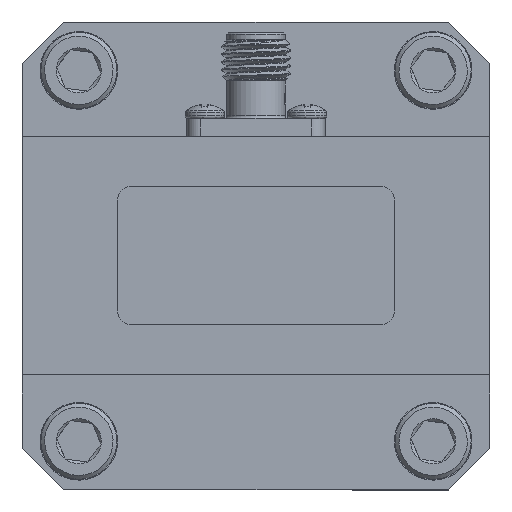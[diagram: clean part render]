
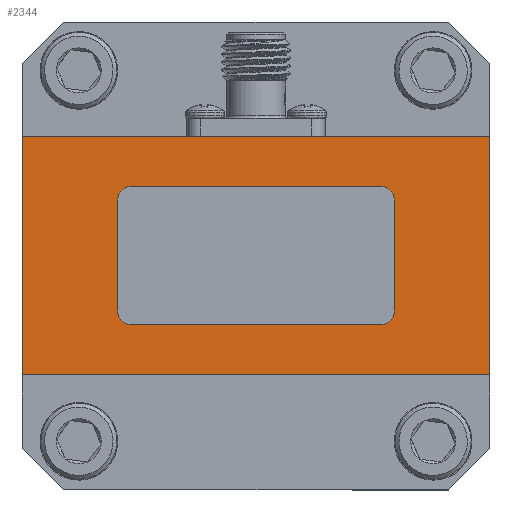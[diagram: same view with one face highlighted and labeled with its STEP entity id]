
A CAD part, top view. The second image highlights one B-rep face of the part: STEP entity #2344.
In plain terms, the highlighted face is planar.
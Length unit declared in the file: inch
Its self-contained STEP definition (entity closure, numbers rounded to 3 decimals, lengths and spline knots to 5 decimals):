
#8 = DIRECTION ( 'NONE',  ( 0., 0., -1. ) ) ;
#23 = EDGE_CURVE ( 'NONE', #11337, #16109, #1715, .T. ) ;
#57 = AXIS2_PLACEMENT_3D ( 'NONE', #4989, #8, #13342 ) ;
#143 = CIRCLE ( 'NONE', #13368, 0.05 ) ;
#554 = CARTESIAN_POINT ( 'NONE',  ( -0.45, 0.2, -1.13 ) ) ;
#803 = LINE ( 'NONE', #11540, #13280 ) ;
#836 = DIRECTION ( 'NONE',  ( 0., 0., 1. ) ) ;
#887 = VECTOR ( 'NONE', #13471, 39.37008 ) ;
#986 = EDGE_CURVE ( 'NONE', #8694, #5533, #6983, .T. ) ;
#1495 = EDGE_CURVE ( 'NONE', #13468, #10956, #10285, .T. ) ;
#1715 = LINE ( 'NONE', #4640, #15721 ) ;
#1884 = FACE_BOUND ( 'NONE', #3492, .T. ) ;
#1931 = ORIENTED_EDGE ( 'NONE', *, *, #11184, .F. ) ;
#2344 = ADVANCED_FACE ( 'NONE', ( #15694, #1884 ), #10581, .F. ) ;
#2376 = CARTESIAN_POINT ( 'NONE',  ( 0.45, 0.2, -1.13 ) ) ;
#2413 = ORIENTED_EDGE ( 'NONE', *, *, #986, .F. ) ;
#2765 = CARTESIAN_POINT ( 'NONE',  ( 0.5, 0.2, -1.13 ) ) ;
#2837 = CARTESIAN_POINT ( 'NONE',  ( -0.845, -0.43, -1.13 ) ) ;
#2880 = AXIS2_PLACEMENT_3D ( 'NONE', #554, #9479, #5510 ) ;
#3141 = ORIENTED_EDGE ( 'NONE', *, *, #14530, .F. ) ;
#3381 = DIRECTION ( 'NONE',  ( -1., 0., 0. ) ) ;
#3492 = EDGE_LOOP ( 'NONE', ( #2413, #6359, #4109, #11043, #11932, #10270, #1931, #3141 ) ) ;
#3718 = DIRECTION ( 'NONE',  ( 1., 0., 0. ) ) ;
#3792 = CARTESIAN_POINT ( 'NONE',  ( 0.45, -0.25, -1.13 ) ) ;
#3806 = CARTESIAN_POINT ( 'NONE',  ( 0.5, -0.2, -1.13 ) ) ;
#3917 = VERTEX_POINT ( 'NONE', #5425 ) ;
#4109 = ORIENTED_EDGE ( 'NONE', *, *, #10554, .F. ) ;
#4136 = EDGE_CURVE ( 'NONE', #10956, #15727, #4978, .T. ) ;
#4176 = EDGE_CURVE ( 'NONE', #4266, #13468, #12219, .T. ) ;
#4266 = VERTEX_POINT ( 'NONE', #2765 ) ;
#4586 = CARTESIAN_POINT ( 'NONE',  ( 2.10802, 0.43, -1.13 ) ) ;
#4640 = CARTESIAN_POINT ( 'NONE',  ( 2.10802, 0.43, -1.13 ) ) ;
#4680 = AXIS2_PLACEMENT_3D ( 'NONE', #2376, #11249, #3718 ) ;
#4748 = EDGE_CURVE ( 'NONE', #6599, #11337, #8306, .T. ) ;
#4766 = VECTOR ( 'NONE', #12734, 39.37008 ) ;
#4840 = CARTESIAN_POINT ( 'NONE',  ( 0.845, -0.43, -1.13 ) ) ;
#4978 = LINE ( 'NONE', #3792, #6153 ) ;
#4989 = CARTESIAN_POINT ( 'NONE',  ( 0.45, -0.2, -1.13 ) ) ;
#5077 = LINE ( 'NONE', #5995, #8427 ) ;
#5425 = CARTESIAN_POINT ( 'NONE',  ( -0.5, -0.2, -1.13 ) ) ;
#5510 = DIRECTION ( 'NONE',  ( 1., 0., 0. ) ) ;
#5533 = VERTEX_POINT ( 'NONE', #6869 ) ;
#5639 = LINE ( 'NONE', #14296, #12114 ) ;
#5668 = DIRECTION ( 'NONE',  ( 1., 0., 0. ) ) ;
#5995 = CARTESIAN_POINT ( 'NONE',  ( -0.5, -0.2, -1.13 ) ) ;
#6153 = VECTOR ( 'NONE', #7535, 39.37008 ) ;
#6359 = ORIENTED_EDGE ( 'NONE', *, *, #8313, .F. ) ;
#6396 = CIRCLE ( 'NONE', #4680, 0.05 ) ;
#6599 = VERTEX_POINT ( 'NONE', #4840 ) ;
#6869 = CARTESIAN_POINT ( 'NONE',  ( -0.45, 0.25, -1.13 ) ) ;
#6983 = CIRCLE ( 'NONE', #2880, 0.05 ) ;
#7535 = DIRECTION ( 'NONE',  ( -1., 0., 0. ) ) ;
#7624 = CARTESIAN_POINT ( 'NONE',  ( 0.45, 0.25, -1.13 ) ) ;
#7739 = AXIS2_PLACEMENT_3D ( 'NONE', #4586, #836, #13282 ) ;
#7911 = EDGE_CURVE ( 'NONE', #13730, #16109, #803, .T. ) ;
#8306 = LINE ( 'NONE', #13739, #4766 ) ;
#8313 = EDGE_CURVE ( 'NONE', #3917, #8694, #5077, .T. ) ;
#8427 = VECTOR ( 'NONE', #9800, 39.37008 ) ;
#8694 = VERTEX_POINT ( 'NONE', #9221 ) ;
#8884 = LINE ( 'NONE', #12047, #12046 ) ;
#9221 = CARTESIAN_POINT ( 'NONE',  ( -0.5, 0.2, -1.13 ) ) ;
#9395 = DIRECTION ( 'NONE',  ( -1., 0., 0. ) ) ;
#9475 = EDGE_CURVE ( 'NONE', #6599, #13730, #5639, .T. ) ;
#9479 = DIRECTION ( 'NONE',  ( 0., 0., -1. ) ) ;
#9800 = DIRECTION ( 'NONE',  ( 0., 1., 0. ) ) ;
#10121 = CARTESIAN_POINT ( 'NONE',  ( 0.5, -0.2, -1.13 ) ) ;
#10270 = ORIENTED_EDGE ( 'NONE', *, *, #4176, .F. ) ;
#10285 = CIRCLE ( 'NONE', #57, 0.05 ) ;
#10554 = EDGE_CURVE ( 'NONE', #15727, #3917, #143, .T. ) ;
#10581 = PLANE ( 'NONE',  #7739 ) ;
#10653 = ORIENTED_EDGE ( 'NONE', *, *, #7911, .T. ) ;
#10867 = EDGE_LOOP ( 'NONE', ( #11745, #15921, #10653, #11735 ) ) ;
#10949 = CARTESIAN_POINT ( 'NONE',  ( 0.45, -0.25, -1.13 ) ) ;
#10956 = VERTEX_POINT ( 'NONE', #10949 ) ;
#11043 = ORIENTED_EDGE ( 'NONE', *, *, #4136, .F. ) ;
#11079 = CARTESIAN_POINT ( 'NONE',  ( -0.45, -0.25, -1.13 ) ) ;
#11184 = EDGE_CURVE ( 'NONE', #11325, #4266, #6396, .T. ) ;
#11249 = DIRECTION ( 'NONE',  ( 0., 0., -1. ) ) ;
#11264 = DIRECTION ( 'NONE',  ( 1., 0., 0. ) ) ;
#11325 = VERTEX_POINT ( 'NONE', #7624 ) ;
#11337 = VERTEX_POINT ( 'NONE', #15132 ) ;
#11368 = DIRECTION ( 'NONE',  ( 0., 0., -1. ) ) ;
#11540 = CARTESIAN_POINT ( 'NONE',  ( -0.845, 0.43, -1.13 ) ) ;
#11592 = DIRECTION ( 'NONE',  ( 0., 1., 0. ) ) ;
#11735 = ORIENTED_EDGE ( 'NONE', *, *, #23, .F. ) ;
#11745 = ORIENTED_EDGE ( 'NONE', *, *, #4748, .F. ) ;
#11932 = ORIENTED_EDGE ( 'NONE', *, *, #1495, .F. ) ;
#12046 = VECTOR ( 'NONE', #5668, 39.37008 ) ;
#12047 = CARTESIAN_POINT ( 'NONE',  ( 0.45, 0.25, -1.13 ) ) ;
#12098 = CARTESIAN_POINT ( 'NONE',  ( -0.845, 0.43, -1.13 ) ) ;
#12114 = VECTOR ( 'NONE', #9395, 39.37008 ) ;
#12219 = LINE ( 'NONE', #10121, #887 ) ;
#12734 = DIRECTION ( 'NONE',  ( 0., 1., 0. ) ) ;
#13280 = VECTOR ( 'NONE', #11592, 39.37008 ) ;
#13282 = DIRECTION ( 'NONE',  ( 1., 0., 0. ) ) ;
#13342 = DIRECTION ( 'NONE',  ( 1., 0., 0. ) ) ;
#13368 = AXIS2_PLACEMENT_3D ( 'NONE', #13822, #11368, #11264 ) ;
#13468 = VERTEX_POINT ( 'NONE', #3806 ) ;
#13471 = DIRECTION ( 'NONE',  ( 0., -1., 0. ) ) ;
#13730 = VERTEX_POINT ( 'NONE', #2837 ) ;
#13739 = CARTESIAN_POINT ( 'NONE',  ( 0.845, 0.43, -1.13 ) ) ;
#13822 = CARTESIAN_POINT ( 'NONE',  ( -0.45, -0.2, -1.13 ) ) ;
#14296 = CARTESIAN_POINT ( 'NONE',  ( 2.10802, -0.43, -1.13 ) ) ;
#14530 = EDGE_CURVE ( 'NONE', #5533, #11325, #8884, .T. ) ;
#15132 = CARTESIAN_POINT ( 'NONE',  ( 0.845, 0.43, -1.13 ) ) ;
#15694 = FACE_OUTER_BOUND ( 'NONE', #10867, .T. ) ;
#15721 = VECTOR ( 'NONE', #3381, 39.37008 ) ;
#15727 = VERTEX_POINT ( 'NONE', #11079 ) ;
#15921 = ORIENTED_EDGE ( 'NONE', *, *, #9475, .T. ) ;
#16109 = VERTEX_POINT ( 'NONE', #12098 ) ;
